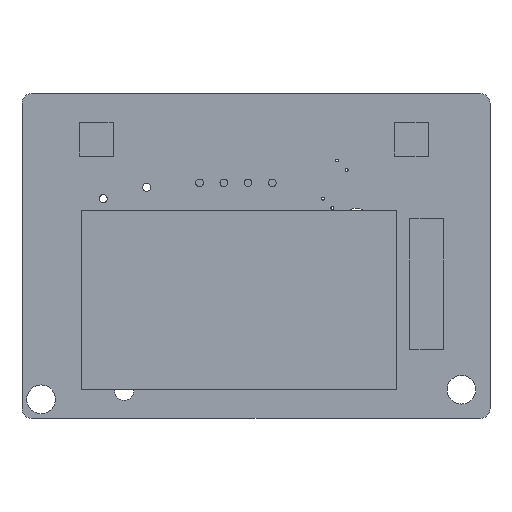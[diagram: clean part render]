
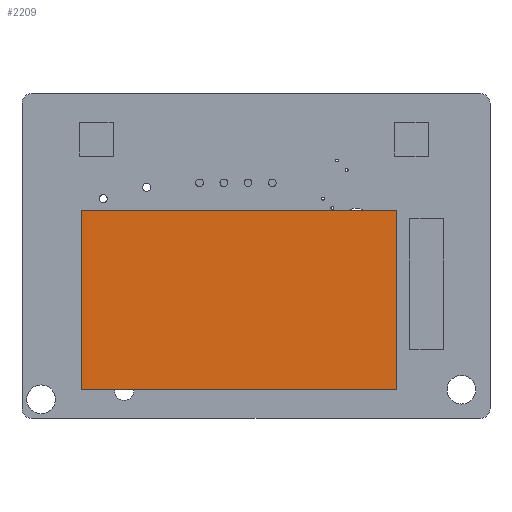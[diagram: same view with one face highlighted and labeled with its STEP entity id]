
A CAD part, top view. The second image highlights one B-rep face of the part: STEP entity #2209.
In plain terms, the highlighted planar face has unit normal (0, 0, 1).
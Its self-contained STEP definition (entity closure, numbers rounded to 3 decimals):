
#253=PLANE('',#2536);
#359=FACE_OUTER_BOUND('',#573,.T.);
#573=EDGE_LOOP('',(#1945,#1946,#1947,#1948));
#707=LINE('',#3720,#861);
#710=LINE('',#3726,#864);
#713=LINE('',#3732,#867);
#716=LINE('',#3736,#870);
#861=VECTOR('',#3117,10.);
#864=VECTOR('',#3122,10.);
#867=VECTOR('',#3127,10.);
#870=VECTOR('',#3132,10.);
#1169=VERTEX_POINT('',#3717);
#1170=VERTEX_POINT('',#3719);
#1172=VERTEX_POINT('',#3725);
#1174=VERTEX_POINT('',#3731);
#1427=EDGE_CURVE('',#1170,#1169,#707,.T.);
#1430=EDGE_CURVE('',#1172,#1170,#710,.T.);
#1433=EDGE_CURVE('',#1174,#1172,#713,.T.);
#1436=EDGE_CURVE('',#1169,#1174,#716,.T.);
#1945=ORIENTED_EDGE('',*,*,#1436,.T.);
#1946=ORIENTED_EDGE('',*,*,#1433,.T.);
#1947=ORIENTED_EDGE('',*,*,#1430,.T.);
#1948=ORIENTED_EDGE('',*,*,#1427,.T.);
#2209=ADVANCED_FACE('',(#359),#253,.T.);
#2536=AXIS2_PLACEMENT_3D('',#3737,#3133,#3134);
#3117=DIRECTION('',(-1.,0.,0.));
#3122=DIRECTION('',(0.,1.,0.));
#3127=DIRECTION('',(1.,0.,0.));
#3132=DIRECTION('',(0.,-1.,0.));
#3133=DIRECTION('center_axis',(0.,0.,1.));
#3134=DIRECTION('ref_axis',(1.,0.,0.));
#3717=CARTESIAN_POINT('',(-0.5,21.89,0.1));
#3719=CARTESIAN_POINT('',(32.5,21.89,0.1));
#3720=CARTESIAN_POINT('',(32.5,21.89,0.1));
#3725=CARTESIAN_POINT('',(32.5,3.11,0.1));
#3726=CARTESIAN_POINT('',(32.5,3.11,0.1));
#3731=CARTESIAN_POINT('',(-0.5,3.11,0.1));
#3732=CARTESIAN_POINT('',(-0.5,3.11,0.1));
#3736=CARTESIAN_POINT('',(-0.5,21.89,0.1));
#3737=CARTESIAN_POINT('Origin',(16.,12.5,0.1));
